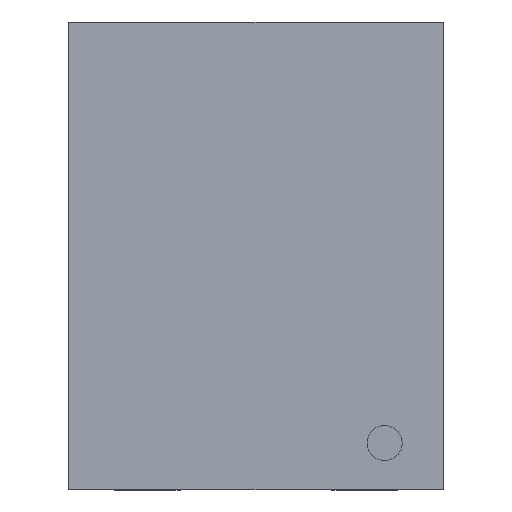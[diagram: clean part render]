
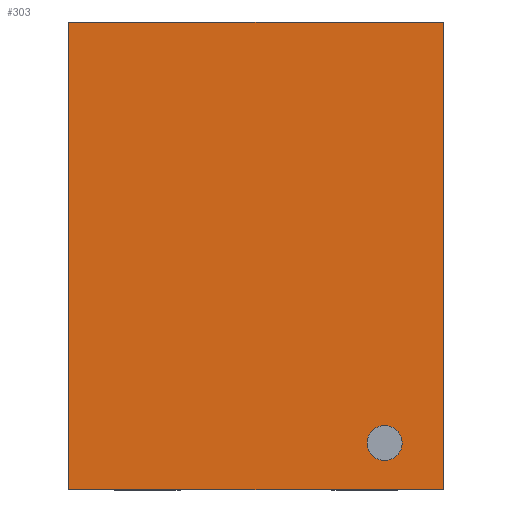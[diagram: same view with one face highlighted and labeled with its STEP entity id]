
A CAD part, left-side view. The second image highlights one B-rep face of the part: STEP entity #303.
In plain terms, the highlighted planar face has unit normal (-1, 0, 0).
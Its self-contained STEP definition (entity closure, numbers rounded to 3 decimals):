
#36 = CARTESIAN_POINT ( 'NONE',  ( 0., 0.8, -1. ) ) ;
#42 = ORIENTED_EDGE ( 'NONE', *, *, #497, .T. ) ;
#157 = CARTESIAN_POINT ( 'NONE',  ( 0., -0.55, -0.725 ) ) ;
#194 = CARTESIAN_POINT ( 'NONE',  ( 0., -0.8, -1. ) ) ;
#201 = DIRECTION ( 'NONE',  ( 0., 0., -1. ) ) ;
#212 = DIRECTION ( 'NONE',  ( 1., 0., 0. ) ) ;
#303 = ADVANCED_FACE ( 'NONE', ( #1645, #1975 ), #1454, .F. ) ;
#320 = ORIENTED_EDGE ( 'NONE', *, *, #802, .T. ) ;
#369 = CIRCLE ( 'NONE', #500, 0.075 ) ;
#381 = CARTESIAN_POINT ( 'NONE',  ( 0., -0.8, 1. ) ) ;
#383 = CARTESIAN_POINT ( 'NONE',  ( 0., 0., 0. ) ) ;
#446 = ORIENTED_EDGE ( 'NONE', *, *, #1295, .T. ) ;
#497 = EDGE_CURVE ( 'NONE', #1523, #931, #968, .T. ) ;
#500 = AXIS2_PLACEMENT_3D ( 'NONE', #1281, #212, #1133 ) ;
#525 = VECTOR ( 'NONE', #1105, 1000. ) ;
#542 = EDGE_CURVE ( 'NONE', #1399, #742, #1377, .T. ) ;
#668 = EDGE_LOOP ( 'NONE', ( #446, #320 ) ) ;
#678 = CARTESIAN_POINT ( 'NONE',  ( 0., -0.55, -0.8 ) ) ;
#684 = DIRECTION ( 'NONE',  ( 0., 1., 0. ) ) ;
#738 = LINE ( 'NONE', #1651, #1110 ) ;
#742 = VERTEX_POINT ( 'NONE', #36 ) ;
#802 = EDGE_CURVE ( 'NONE', #1285, #1693, #369, .T. ) ;
#803 = CARTESIAN_POINT ( 'NONE',  ( 0., 0.8, 1. ) ) ;
#856 = DIRECTION ( 'NONE',  ( 0., -1., 0. ) ) ;
#931 = VERTEX_POINT ( 'NONE', #1824 ) ;
#968 = LINE ( 'NONE', #194, #525 ) ;
#1030 = CIRCLE ( 'NONE', #1707, 0.075 ) ;
#1101 = AXIS2_PLACEMENT_3D ( 'NONE', #383, #1298, #1149 ) ;
#1105 = DIRECTION ( 'NONE',  ( 0., 0., 1. ) ) ;
#1110 = VECTOR ( 'NONE', #856, 1000. ) ;
#1133 = DIRECTION ( 'NONE',  ( 0., 0., -1. ) ) ;
#1149 = DIRECTION ( 'NONE',  ( 0., 1., 0. ) ) ;
#1169 = CARTESIAN_POINT ( 'NONE',  ( 0., -0.8, -1. ) ) ;
#1199 = CARTESIAN_POINT ( 'NONE',  ( 0., 0.8, 1. ) ) ;
#1281 = CARTESIAN_POINT ( 'NONE',  ( 0., -0.55, -0.8 ) ) ;
#1285 = VERTEX_POINT ( 'NONE', #157 ) ;
#1295 = EDGE_CURVE ( 'NONE', #1693, #1285, #1030, .T. ) ;
#1298 = DIRECTION ( 'NONE',  ( 1., 0., 0. ) ) ;
#1318 = VECTOR ( 'NONE', #684, 1000. ) ;
#1377 = LINE ( 'NONE', #803, #1799 ) ;
#1382 = ORIENTED_EDGE ( 'NONE', *, *, #1502, .T. ) ;
#1399 = VERTEX_POINT ( 'NONE', #1199 ) ;
#1454 = PLANE ( 'NONE',  #1101 ) ;
#1461 = LINE ( 'NONE', #381, #1318 ) ;
#1502 = EDGE_CURVE ( 'NONE', #742, #1523, #738, .T. ) ;
#1523 = VERTEX_POINT ( 'NONE', #1169 ) ;
#1645 = FACE_OUTER_BOUND ( 'NONE', #1778, .T. ) ;
#1651 = CARTESIAN_POINT ( 'NONE',  ( 0., 0.8, -1. ) ) ;
#1693 = VERTEX_POINT ( 'NONE', #1973 ) ;
#1707 = AXIS2_PLACEMENT_3D ( 'NONE', #678, #1785, #1972 ) ;
#1723 = ORIENTED_EDGE ( 'NONE', *, *, #1810, .T. ) ;
#1778 = EDGE_LOOP ( 'NONE', ( #1723, #2020, #1382, #42 ) ) ;
#1785 = DIRECTION ( 'NONE',  ( 1., 0., 0. ) ) ;
#1799 = VECTOR ( 'NONE', #201, 1000. ) ;
#1810 = EDGE_CURVE ( 'NONE', #931, #1399, #1461, .T. ) ;
#1824 = CARTESIAN_POINT ( 'NONE',  ( 0., -0.8, 1. ) ) ;
#1972 = DIRECTION ( 'NONE',  ( 0., 0., -1. ) ) ;
#1973 = CARTESIAN_POINT ( 'NONE',  ( 0., -0.55, -0.875 ) ) ;
#1975 = FACE_BOUND ( 'NONE', #668, .T. ) ;
#2020 = ORIENTED_EDGE ( 'NONE', *, *, #542, .T. ) ;
